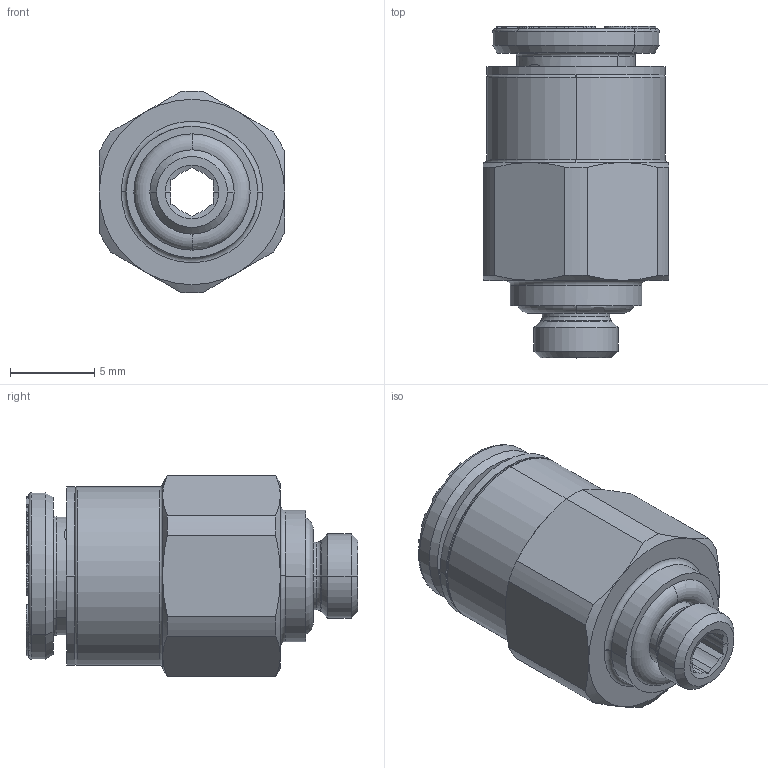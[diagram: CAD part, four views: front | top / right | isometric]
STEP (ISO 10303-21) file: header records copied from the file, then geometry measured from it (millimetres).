
FILE_DESCRIPTION(('STEP AP214'),'1');
FILE_NAME('6801_06_19.stp','2016-07-07T14:38:36',('TraceParts'),('TraceParts S.A.'),'Spatial InterOp 3D',' ',' ');
FILE_SCHEMA(('automotive_design'));
Length unit declared in the file: millimetre
Products named in the file (9): V801-06-19_ASM|Next assembly relationship#44106-62_ASM|Next assembly relationship#44106-27;44106-27; V801-06-19_ASM|Next assembly relationship#44106-62_ASM|Next assembly relationship#44106-37;44106-37; V801-06-19_ASM|Next assembly relationship#44106-62_ASM|Next assembly relationship#44106;44106; V801-06-19_ASM|Next assembly relationship#44106-62_ASM|Next assembly relationship#44126-20;44126-20; V801-06-19_ASM|Next assembly relationship#46606-10-69;46606-10-69; V801-06-19_ASM|Next assembly relationship#44106-11-10-ASM;44106-11-10-ASM; V801-06-19_ASM|Next assembly relationship#23953-24_ASM_D5-1_D6-9_LG1;23953-24_ASM_D5-1_D6-9_LG1
Bounding box: 11 x 19.7 x 11.99 mm (x, y, z)
Volume: 954.9 mm3; surface area: 2269.4 mm2
Topology: 7 solids, 9 shells, 676 faces, 1735 edges, 1089 vertices
Faces by surface type: plane 304, cylinder 109, cone 101, torus 100, bspline 56, revolution 4, sphere 2
Entity records: 22871 total; most frequent: CARTESIAN_POINT 6467, ORIENTED_EDGE 3458, DIRECTION 3340, EDGE_CURVE 1733, AXIS2_PLACEMENT_3D 1194, VERTEX_POINT 1089, LINE 948, VECTOR 948
